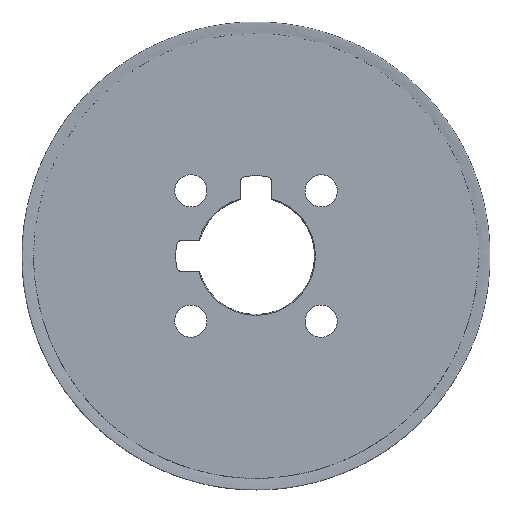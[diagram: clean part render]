
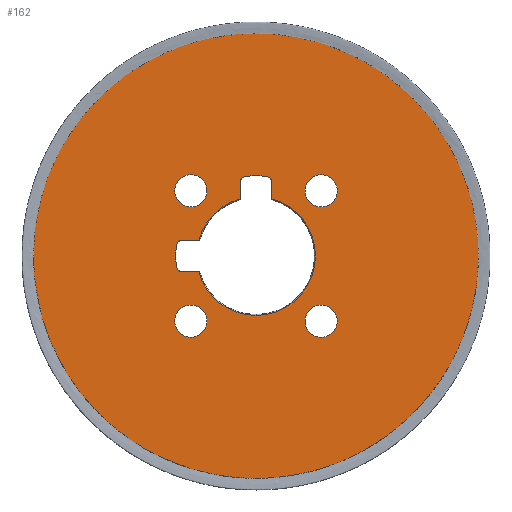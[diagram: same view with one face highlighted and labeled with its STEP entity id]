
A CAD part, top view. The second image highlights one B-rep face of the part: STEP entity #162.
In plain terms, the highlighted planar face has unit normal (0, 0, 1).
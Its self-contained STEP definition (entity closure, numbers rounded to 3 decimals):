
#162=ADVANCED_FACE('TB_SU_5',(#202,#203,#204,#205,#206,#207),#196,.T.);
#196=PLANE('',#858);
#202=FACE_BOUND('',#229,.T.);
#203=FACE_BOUND('',#230,.T.);
#204=FACE_BOUND('',#231,.T.);
#205=FACE_BOUND('',#232,.T.);
#206=FACE_BOUND('',#233,.T.);
#207=FACE_BOUND('',#234,.T.);
#229=EDGE_LOOP('',(#327,#328,#329,#330,#331,#332,#333,#334,#335,#336,#337,
#338,#339,#340,#341,#342,#343,#344));
#230=EDGE_LOOP('',(#345));
#231=EDGE_LOOP('',(#346));
#232=EDGE_LOOP('',(#347));
#233=EDGE_LOOP('',(#348));
#234=EDGE_LOOP('',(#349));
#279=LINE('',#1179,#303);
#280=LINE('',#1187,#304);
#281=LINE('',#1199,#305);
#282=LINE('',#1207,#306);
#303=VECTOR('',#956,1.);
#304=VECTOR('',#963,1.);
#305=VECTOR('',#974,1.);
#306=VECTOR('',#981,1.);
#327=ORIENTED_EDGE('',*,*,#556,.F.);
#328=ORIENTED_EDGE('',*,*,#557,.T.);
#329=ORIENTED_EDGE('',*,*,#558,.T.);
#330=ORIENTED_EDGE('',*,*,#559,.F.);
#331=ORIENTED_EDGE('',*,*,#560,.T.);
#332=ORIENTED_EDGE('',*,*,#561,.F.);
#333=ORIENTED_EDGE('',*,*,#562,.T.);
#334=ORIENTED_EDGE('',*,*,#563,.T.);
#335=ORIENTED_EDGE('',*,*,#564,.F.);
#336=ORIENTED_EDGE('',*,*,#565,.F.);
#337=ORIENTED_EDGE('',*,*,#566,.F.);
#338=ORIENTED_EDGE('',*,*,#567,.T.);
#339=ORIENTED_EDGE('',*,*,#568,.T.);
#340=ORIENTED_EDGE('',*,*,#569,.F.);
#341=ORIENTED_EDGE('',*,*,#570,.T.);
#342=ORIENTED_EDGE('',*,*,#571,.F.);
#343=ORIENTED_EDGE('',*,*,#572,.T.);
#344=ORIENTED_EDGE('',*,*,#573,.T.);
#345=ORIENTED_EDGE('',*,*,#574,.T.);
#346=ORIENTED_EDGE('',*,*,#575,.T.);
#347=ORIENTED_EDGE('',*,*,#576,.T.);
#348=ORIENTED_EDGE('',*,*,#577,.T.);
#349=ORIENTED_EDGE('',*,*,#578,.T.);
#495=VERTEX_POINT('',#1175);
#496=VERTEX_POINT('',#1176);
#497=VERTEX_POINT('',#1178);
#498=VERTEX_POINT('',#1180);
#499=VERTEX_POINT('',#1182);
#500=VERTEX_POINT('',#1184);
#501=VERTEX_POINT('',#1186);
#502=VERTEX_POINT('',#1188);
#503=VERTEX_POINT('',#1190);
#504=VERTEX_POINT('',#1192);
#505=VERTEX_POINT('',#1194);
#506=VERTEX_POINT('',#1196);
#507=VERTEX_POINT('',#1198);
#508=VERTEX_POINT('',#1200);
#509=VERTEX_POINT('',#1202);
#510=VERTEX_POINT('',#1204);
#511=VERTEX_POINT('',#1206);
#512=VERTEX_POINT('',#1208);
#513=VERTEX_POINT('',#1211);
#514=VERTEX_POINT('',#1213);
#515=VERTEX_POINT('',#1215);
#516=VERTEX_POINT('',#1217);
#517=VERTEX_POINT('',#1219);
#556=EDGE_CURVE('',#495,#496,#640,.T.);
#557=EDGE_CURVE('',#495,#497,#641,.T.);
#558=EDGE_CURVE('',#497,#498,#279,.T.);
#559=EDGE_CURVE('',#499,#498,#642,.T.);
#560=EDGE_CURVE('',#499,#500,#643,.T.);
#561=EDGE_CURVE('',#501,#500,#644,.T.);
#562=EDGE_CURVE('',#501,#502,#280,.T.);
#563=EDGE_CURVE('',#502,#503,#645,.T.);
#564=EDGE_CURVE('',#504,#503,#646,.T.);
#565=EDGE_CURVE('',#505,#504,#647,.T.);
#566=EDGE_CURVE('',#506,#505,#648,.T.);
#567=EDGE_CURVE('',#506,#507,#649,.T.);
#568=EDGE_CURVE('',#507,#508,#281,.T.);
#569=EDGE_CURVE('',#509,#508,#650,.T.);
#570=EDGE_CURVE('',#509,#510,#651,.T.);
#571=EDGE_CURVE('',#511,#510,#652,.T.);
#572=EDGE_CURVE('',#511,#512,#282,.T.);
#573=EDGE_CURVE('',#512,#496,#653,.T.);
#574=EDGE_CURVE('',#513,#513,#654,.T.);
#575=EDGE_CURVE('',#514,#514,#655,.T.);
#576=EDGE_CURVE('',#515,#515,#656,.T.);
#577=EDGE_CURVE('',#516,#516,#657,.T.);
#578=EDGE_CURVE('',#517,#517,#658,.T.);
#640=CIRCLE('',#839,20.306);
#641=CIRCLE('',#840,0.5);
#642=CIRCLE('',#841,1.6);
#643=CIRCLE('',#842,22.);
#644=CIRCLE('',#843,1.6);
#645=CIRCLE('',#844,0.5);
#646=CIRCLE('',#845,20.306);
#647=CIRCLE('',#846,20.306);
#648=CIRCLE('',#847,20.306);
#649=CIRCLE('',#848,0.5);
#650=CIRCLE('',#849,1.6);
#651=CIRCLE('',#850,22.);
#652=CIRCLE('',#851,1.6);
#653=CIRCLE('',#852,0.5);
#654=CIRCLE('',#853,5.511);
#655=CIRCLE('',#854,5.511);
#656=CIRCLE('',#855,78.439);
#657=CIRCLE('',#856,5.511);
#658=CIRCLE('',#857,5.511);
#839=AXIS2_PLACEMENT_3D('',#1174,#952,#953);
#840=AXIS2_PLACEMENT_3D('',#1177,#954,#955);
#841=AXIS2_PLACEMENT_3D('',#1181,#957,#958);
#842=AXIS2_PLACEMENT_3D('',#1183,#959,#960);
#843=AXIS2_PLACEMENT_3D('',#1185,#961,#962);
#844=AXIS2_PLACEMENT_3D('',#1189,#964,#965);
#845=AXIS2_PLACEMENT_3D('',#1191,#966,#967);
#846=AXIS2_PLACEMENT_3D('',#1193,#968,#969);
#847=AXIS2_PLACEMENT_3D('',#1195,#970,#971);
#848=AXIS2_PLACEMENT_3D('',#1197,#972,#973);
#849=AXIS2_PLACEMENT_3D('',#1201,#975,#976);
#850=AXIS2_PLACEMENT_3D('',#1203,#977,#978);
#851=AXIS2_PLACEMENT_3D('',#1205,#979,#980);
#852=AXIS2_PLACEMENT_3D('',#1209,#982,#983);
#853=AXIS2_PLACEMENT_3D('',#1210,#984,#985);
#854=AXIS2_PLACEMENT_3D('',#1212,#986,#987);
#855=AXIS2_PLACEMENT_3D('',#1214,#988,#989);
#856=AXIS2_PLACEMENT_3D('',#1216,#990,#991);
#857=AXIS2_PLACEMENT_3D('',#1218,#992,#993);
#858=AXIS2_PLACEMENT_3D('',#1220,#994,#995);
#952=DIRECTION('',(0.,0.,1.));
#953=DIRECTION('',(-0.292,-0.956,0.));
#954=DIRECTION('',(0.,0.,1.));
#955=DIRECTION('',(-0.292,-0.956,0.));
#956=DIRECTION('',(0.,1.,0.));
#957=DIRECTION('',(0.,0.,1.));
#958=DIRECTION('',(-0.292,-0.956,0.));
#959=DIRECTION('',(0.,0.,-1.));
#960=DIRECTION('',(-0.292,-0.956,0.));
#961=DIRECTION('',(0.,0.,1.));
#962=DIRECTION('',(-0.292,-0.956,0.));
#963=DIRECTION('',(0.,-1.,0.));
#964=DIRECTION('',(0.,0.,1.));
#965=DIRECTION('',(-0.292,-0.956,0.));
#966=DIRECTION('',(0.,0.,1.));
#967=DIRECTION('',(-0.292,-0.956,0.));
#968=DIRECTION('',(0.,0.,1.));
#969=DIRECTION('',(-0.292,-0.956,0.));
#970=DIRECTION('',(0.,0.,1.));
#971=DIRECTION('',(-0.292,-0.956,0.));
#972=DIRECTION('',(0.,0.,1.));
#973=DIRECTION('',(-0.292,-0.956,0.));
#974=DIRECTION('',(-1.,0.,0.));
#975=DIRECTION('',(0.,0.,1.));
#976=DIRECTION('',(-0.292,-0.956,0.));
#977=DIRECTION('',(0.,0.,-1.));
#978=DIRECTION('',(-0.292,-0.956,0.));
#979=DIRECTION('',(0.,0.,1.));
#980=DIRECTION('',(-0.292,-0.956,0.));
#981=DIRECTION('',(1.,0.,0.));
#982=DIRECTION('',(0.,0.,1.));
#983=DIRECTION('',(-0.292,-0.956,0.));
#984=DIRECTION('',(0.,0.,-1.));
#985=DIRECTION('',(-0.292,-0.956,0.));
#986=DIRECTION('',(0.,0.,-1.));
#987=DIRECTION('',(-0.292,-0.956,0.));
#988=DIRECTION('',(0.,0.,1.));
#989=DIRECTION('',(-0.292,-0.956,0.));
#990=DIRECTION('',(0.,0.,-1.));
#991=DIRECTION('',(-0.292,-0.956,0.));
#992=DIRECTION('',(0.,0.,-1.));
#993=DIRECTION('',(-0.292,-0.956,0.));
#994=DIRECTION('',(0.,0.,1.));
#995=DIRECTION('',(-0.292,-0.956,0.));
#1174=CARTESIAN_POINT('',(0.,0.,0.));
#1175=CARTESIAN_POINT('',(-5.329,19.595,0.));
#1176=CARTESIAN_POINT('',(-19.595,5.329,0.));
#1177=CARTESIAN_POINT('',(-5.825,19.659,0.));
#1178=CARTESIAN_POINT('',(-5.325,19.659,0.));
#1179=CARTESIAN_POINT('',(-5.325,0.,0.));
#1180=CARTESIAN_POINT('',(-5.325,25.501,0.));
#1181=CARTESIAN_POINT('',(-3.725,25.501,0.));
#1182=CARTESIAN_POINT('',(-4.017,27.074,0.));
#1183=CARTESIAN_POINT('',(0.,5.444,0.));
#1184=CARTESIAN_POINT('',(4.017,27.074,0.));
#1185=CARTESIAN_POINT('',(3.725,25.501,0.));
#1186=CARTESIAN_POINT('',(5.325,25.501,0.));
#1187=CARTESIAN_POINT('',(5.325,0.,0.));
#1188=CARTESIAN_POINT('',(5.325,19.659,0.));
#1189=CARTESIAN_POINT('',(5.825,19.659,0.));
#1190=CARTESIAN_POINT('',(5.329,19.595,0.));
#1191=CARTESIAN_POINT('',(0.,0.,0.));
#1192=CARTESIAN_POINT('',(20.306,0.,0.));
#1193=CARTESIAN_POINT('',(0.,0.,0.));
#1194=CARTESIAN_POINT('',(0.,-20.306,0.));
#1195=CARTESIAN_POINT('',(0.,0.,0.));
#1196=CARTESIAN_POINT('',(-19.595,-5.329,0.));
#1197=CARTESIAN_POINT('',(-19.659,-5.825,0.));
#1198=CARTESIAN_POINT('',(-19.659,-5.325,0.));
#1199=CARTESIAN_POINT('',(-78.739,-5.325,0.));
#1200=CARTESIAN_POINT('',(-25.501,-5.325,0.));
#1201=CARTESIAN_POINT('',(-25.501,-3.725,0.));
#1202=CARTESIAN_POINT('',(-27.074,-4.017,0.));
#1203=CARTESIAN_POINT('',(-5.444,0.,0.));
#1204=CARTESIAN_POINT('',(-27.074,4.017,0.));
#1205=CARTESIAN_POINT('',(-25.501,3.725,0.));
#1206=CARTESIAN_POINT('',(-25.501,5.325,0.));
#1207=CARTESIAN_POINT('',(-78.739,5.325,0.));
#1208=CARTESIAN_POINT('',(-19.659,5.325,0.));
#1209=CARTESIAN_POINT('',(-19.659,5.825,0.));
#1210=CARTESIAN_POINT('',(22.274,22.274,0.));
#1211=CARTESIAN_POINT('',(20.663,17.004,0.));
#1212=CARTESIAN_POINT('',(22.274,-22.274,0.));
#1213=CARTESIAN_POINT('',(20.663,-27.544,0.));
#1214=CARTESIAN_POINT('',(0.,0.,0.));
#1215=CARTESIAN_POINT('',(-22.933,-75.012,0.));
#1216=CARTESIAN_POINT('',(-22.274,22.274,0.));
#1217=CARTESIAN_POINT('',(-23.885,17.004,0.));
#1218=CARTESIAN_POINT('',(-22.274,-22.274,0.));
#1219=CARTESIAN_POINT('',(-23.885,-27.544,0.));
#1220=CARTESIAN_POINT('',(-78.739,0.,0.));
